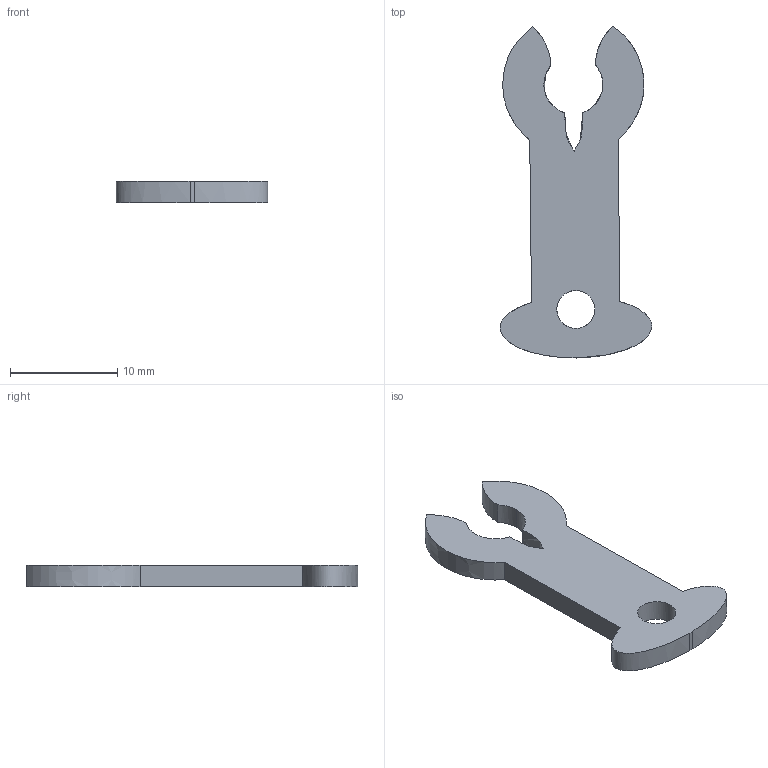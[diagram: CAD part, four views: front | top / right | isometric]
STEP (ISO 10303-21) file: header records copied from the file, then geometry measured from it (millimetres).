
FILE_DESCRIPTION (( 'STEP AP214' ), '1' );
FILE_NAME ('1031-A2P-A.STEP', '2013-05-15T14:40:23', ( '3DAssist' ), ( '' ), 'SwSTEP 2.0', 'SolidWorks 2013', '' );
FILE_SCHEMA (( 'AUTOMOTIVE_DESIGN' ));
Length unit declared in the file: millimetre
Products named in the file (1): 1031-A2P-A
Bounding box: 14.1 x 30.92 x 2 mm (x, y, z)
Volume: 507.5 mm3; surface area: 740 mm2
Topology: 1 solids, 1 shells, 17 faces, 45 edges, 30 vertices
Faces by surface type: bspline 13, plane 4
Entity records: 814 total; most frequent: CARTESIAN_POINT 473, ORIENTED_EDGE 88, EDGE_CURVE 44, B_SPLINE_CURVE_WITH_KNOTS 40, VERTEX_POINT 30, EDGE_LOOP 20, FACE_OUTER_BOUND 18, ADVANCED_FACE 17
